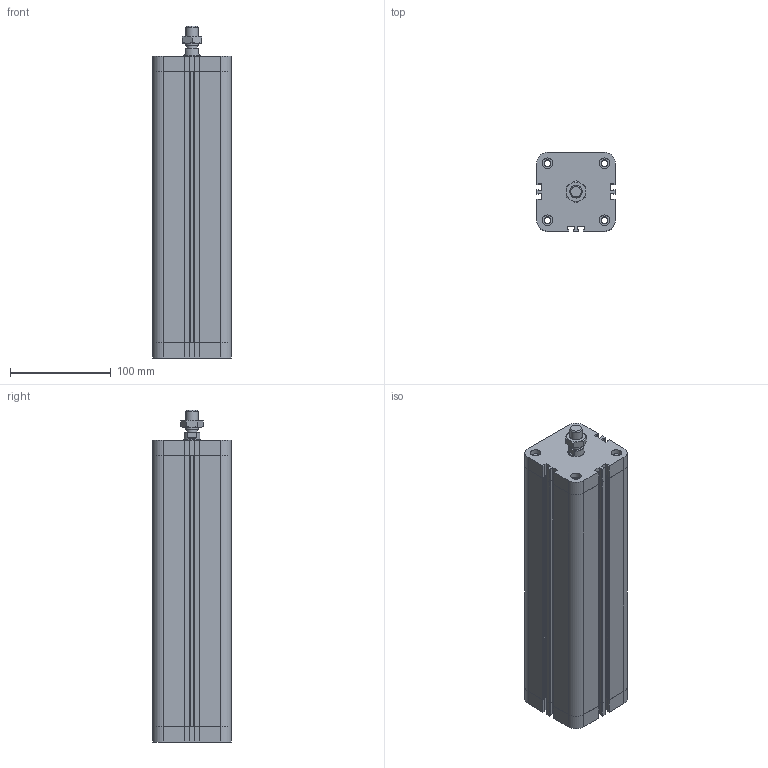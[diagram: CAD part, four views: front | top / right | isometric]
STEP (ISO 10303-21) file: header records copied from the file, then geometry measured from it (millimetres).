
FILE_DESCRIPTION((''),'2;1');
FILE_NAME('155#_63_0250_02_#-01.iam.step','2011-03-29T10:59:23',(''),(''),'Autodesk Inventor 2011','Autodesk Inventor 2011','');
FILE_SCHEMA(('AUTOMOTIVE_DESIGN { 1 0 10303 214 1 1 1 1 }'));
Length unit declared in the file: millimetre
Products named in the file (6): 155#_63_0250_02_#-01; 1563_502; 1540_503_63_0250; 1540_531_63_0250; 1563_501; 1320_40_18F
Assembly tree (5 placements, depth 2):
  155#_63_0250_02_#-01
    1563_502
    1540_503_63_0250
    1540_531_63_0250
    1563_501
    1320_40_18F
Bounding box: 78 x 78 x 329 mm (x, y, z)
Volume: 968399.1 mm3; surface area: 241847.4 mm2
Topology: 5 solids, 5 shells, 311 faces, 840 edges, 554 vertices
Faces by surface type: plane 199, cylinder 93, cone 19
Full cylindrical faces by diameter (mm): 6 x2, 6.6 x12, 8.7 x2, 10 x1, 10.5 x9, 10.7 x1, 12 x2, 15.8 x1, 16 x1, 63 x2
Entity records: 9871 total; most frequent: CARTESIAN_POINT 1726, DIRECTION 1626, ORIENTED_EDGE 1596, EDGE_CURVE 798, VECTOR 558, LINE 558, VERTEX_POINT 550, AXIS2_PLACEMENT_3D 534
